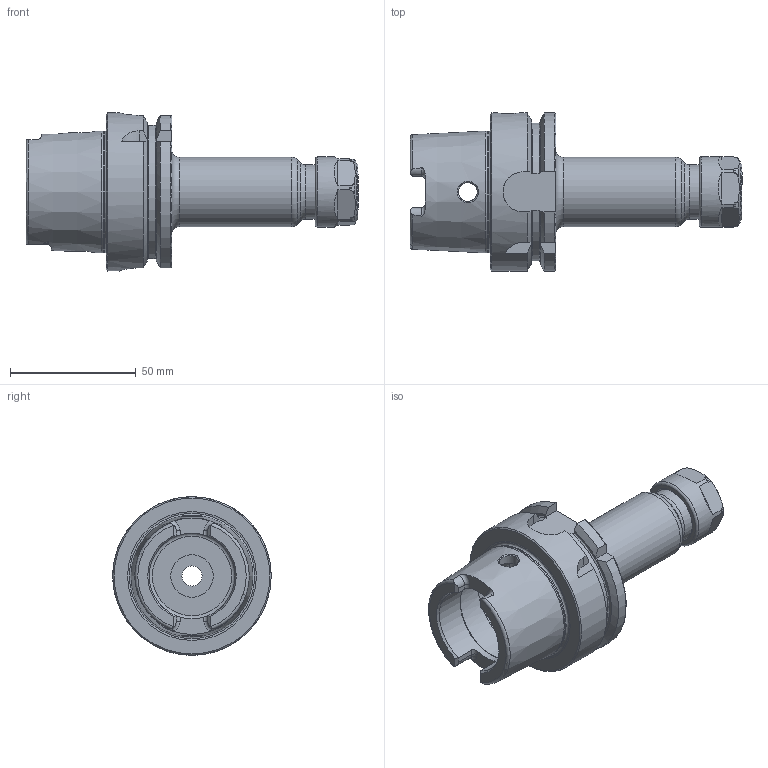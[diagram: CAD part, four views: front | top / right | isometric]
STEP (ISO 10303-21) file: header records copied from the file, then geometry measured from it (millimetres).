
FILE_DESCRIPTION(/* description */ (''),/* implementation_level */ '2;1');
FILE_NAME(/* name */ 'TQ102_HSK63A-SKA10-100.stp',/* time_stamp */ '2024-07-23T10:39:23+09:00',/* author */ ('YSH'),/* organization */ (''),/* preprocessor_version */ 'ST-DEVELOPER v20',/* originating_system */ 'Autodesk Inventor 2024',/* authorisation */ '');
FILE_SCHEMA (('AUTOMOTIVE_DESIGN { 1 0 10303 214 3 1 1 }'));
Length unit declared in the file: millimetre
Products named in the file (3): LO-HSK63A-SKA10-100; LO-HSK63A-SKA10-100_1; SKN10-NUT
Assembly tree (2 placements, depth 2):
  LO-HSK63A-SKA10-100
    LO-HSK63A-SKA10-100_1
    SKN10-NUT
Bounding box: 132 x 63 x 63 mm (x, y, z)
Volume: 114966.9 mm3; surface area: 32887 mm2
Topology: 2 solids, 2 shells, 172 faces, 460 edges, 298 vertices
Faces by surface type: plane 57, cylinder 47, torus 35, cone 31, bspline 2
Full cylindrical faces by diameter (mm): 7.5 x2, 8 x1, 9.398 x1, 10 x1, 12.6 x1, 13 x1, 14.6 x1, 16.917 x1, 19 x1, 20.2 x1, 21.5 x2, 21.9 x2, 27.5 x1, 28 x1, 34 x2, 40 x1, 48.041 x1, 63 x1
Entity records: 6295 total; most frequent: CARTESIAN_POINT 1923, ORIENTED_EDGE 920, DIRECTION 911, EDGE_CURVE 460, AXIS2_PLACEMENT_3D 379, VERTEX_POINT 298, CIRCLE 189, EDGE_LOOP 186
